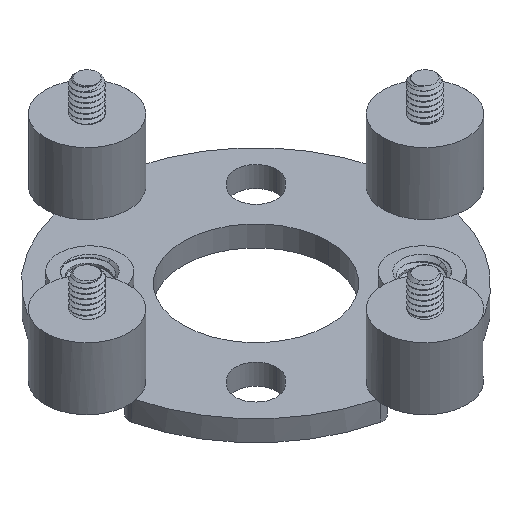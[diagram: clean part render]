
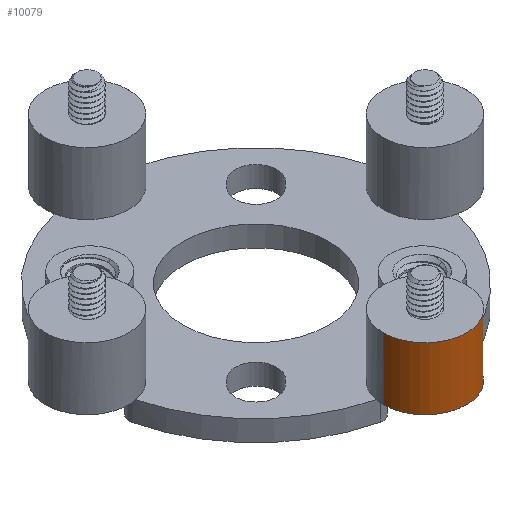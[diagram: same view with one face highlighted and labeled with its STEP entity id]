
A CAD part, isometric view. The second image highlights one B-rep face of the part: STEP entity #10079.
In plain terms, the highlighted cylindrical face has radius 4 mm (diameter 8 mm), a partial arc.
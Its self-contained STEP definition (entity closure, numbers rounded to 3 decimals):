
#45 = DIRECTION ( 'NONE',  ( -1., 0., 0. ) ) ;
#1428 = CARTESIAN_POINT ( 'NONE',  ( -4., -16.263, 0. ) ) ;
#1548 = AXIS2_PLACEMENT_3D ( 'NONE', #2828, #7045, #2924 ) ;
#1787 = CARTESIAN_POINT ( 'NONE',  ( 4., -16.263, 6. ) ) ;
#1807 = DIRECTION ( 'NONE',  ( 0., 0., 1. ) ) ;
#2068 = CIRCLE ( 'NONE', #4093, 4. ) ;
#2126 = LINE ( 'NONE', #7919, #7651 ) ;
#2197 = EDGE_CURVE ( 'NONE', #3245, #10715, #2126, .T. ) ;
#2828 = CARTESIAN_POINT ( 'NONE',  ( 0., -16.263, -11.314 ) ) ;
#2924 = DIRECTION ( 'NONE',  ( 1., 0., 0. ) ) ;
#3103 = EDGE_LOOP ( 'NONE', ( #3283, #5030, #11669, #4159 ) ) ;
#3109 = CARTESIAN_POINT ( 'NONE',  ( -4., -16.263, 6. ) ) ;
#3245 = VERTEX_POINT ( 'NONE', #3940 ) ;
#3283 = ORIENTED_EDGE ( 'NONE', *, *, #7781, .F. ) ;
#3359 = AXIS2_PLACEMENT_3D ( 'NONE', #12411, #6236, #45 ) ;
#3680 = LINE ( 'NONE', #7731, #12105 ) ;
#3940 = CARTESIAN_POINT ( 'NONE',  ( 4., -16.263, 0. ) ) ;
#4093 = AXIS2_PLACEMENT_3D ( 'NONE', #11347, #4164, #6241 ) ;
#4159 = ORIENTED_EDGE ( 'NONE', *, *, #8374, .F. ) ;
#4164 = DIRECTION ( 'NONE',  ( 0., 0., 1. ) ) ;
#5030 = ORIENTED_EDGE ( 'NONE', *, *, #10714, .T. ) ;
#5321 = FACE_OUTER_BOUND ( 'NONE', #3103, .T. ) ;
#5846 = VERTEX_POINT ( 'NONE', #1428 ) ;
#6015 = VERTEX_POINT ( 'NONE', #3109 ) ;
#6236 = DIRECTION ( 'NONE',  ( 0., 0., 1. ) ) ;
#6241 = DIRECTION ( 'NONE',  ( -1., 0., 0. ) ) ;
#7045 = DIRECTION ( 'NONE',  ( 0., 0., 1. ) ) ;
#7270 = CYLINDRICAL_SURFACE ( 'NONE', #1548, 4. ) ;
#7651 = VECTOR ( 'NONE', #1807, 1000. ) ;
#7731 = CARTESIAN_POINT ( 'NONE',  ( -4., -16.263, -11.314 ) ) ;
#7781 = EDGE_CURVE ( 'NONE', #5846, #6015, #3680, .T. ) ;
#7919 = CARTESIAN_POINT ( 'NONE',  ( 4., -16.263, -11.314 ) ) ;
#8374 = EDGE_CURVE ( 'NONE', #6015, #10715, #10504, .T. ) ;
#8774 = DIRECTION ( 'NONE',  ( 0., 0., 1. ) ) ;
#10079 = ADVANCED_FACE ( 'NONE', ( #5321 ), #7270, .T. ) ;
#10504 = CIRCLE ( 'NONE', #3359, 4. ) ;
#10714 = EDGE_CURVE ( 'NONE', #5846, #3245, #2068, .T. ) ;
#10715 = VERTEX_POINT ( 'NONE', #1787 ) ;
#11347 = CARTESIAN_POINT ( 'NONE',  ( 0., -16.263, 0. ) ) ;
#11669 = ORIENTED_EDGE ( 'NONE', *, *, #2197, .T. ) ;
#12105 = VECTOR ( 'NONE', #8774, 1000. ) ;
#12411 = CARTESIAN_POINT ( 'NONE',  ( 0., -16.263, 6. ) ) ;
